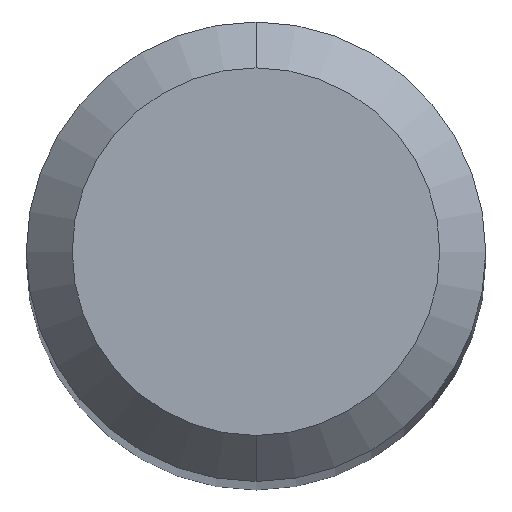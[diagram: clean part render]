
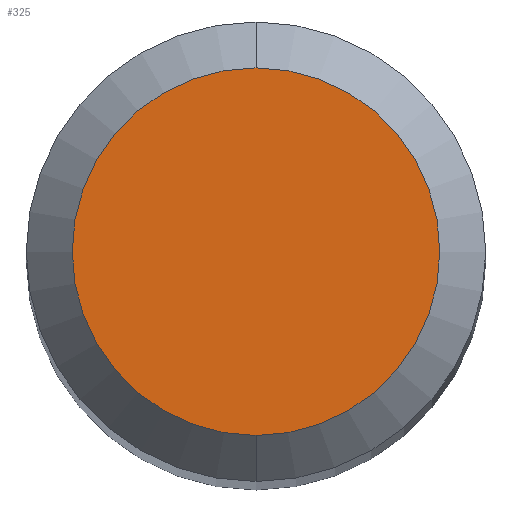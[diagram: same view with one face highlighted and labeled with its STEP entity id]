
A CAD part, top view. The second image highlights one B-rep face of the part: STEP entity #325.
In plain terms, the highlighted planar face has unit normal (0, 0, 1).
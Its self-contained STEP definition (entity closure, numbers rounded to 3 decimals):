
#187=VERTEX_POINT('',#496);
#225=EDGE_CURVE('',#187,#245,#537,.T.);
#245=VERTEX_POINT('',#559);
#325=ADVANCED_FACE('',(#645),#646,.T.);
#337=EDGE_CURVE('',#245,#187,#659,.T.);
#496=CARTESIAN_POINT('',(0.,-1.2,0.0));
#537=CIRCLE('',#922,1.2);
#559=CARTESIAN_POINT('',(0.0,1.2,0.0));
#645=FACE_OUTER_BOUND('',#1131,.T.);
#646=PLANE('',#1132);
#659=CIRCLE('',#1159,1.2);
#922=AXIS2_PLACEMENT_3D('',#1514,#1515,#1516);
#1131=EDGE_LOOP('',(#1616,#1617));
#1132=AXIS2_PLACEMENT_3D('',#1618,#1619,#1620);
#1159=AXIS2_PLACEMENT_3D('',#1633,#1634,#1635);
#1514=CARTESIAN_POINT('',(0.0,0.0,0.0));
#1515=DIRECTION('',(0.0,0.0,-1.0));
#1516=DIRECTION('',(0.0,1.0,0.0));
#1616=ORIENTED_EDGE('',*,*,#337,.F.);
#1617=ORIENTED_EDGE('',*,*,#225,.F.);
#1618=CARTESIAN_POINT('',(0.0,0.6,0.0));
#1619=DIRECTION('',(-0.0,0.0,1.0));
#1620=DIRECTION('',(0.0,-1.0,0.0));
#1633=CARTESIAN_POINT('',(0.0,0.0,0.0));
#1634=DIRECTION('',(0.0,0.0,-1.0));
#1635=DIRECTION('',(0.0,1.0,0.0));
